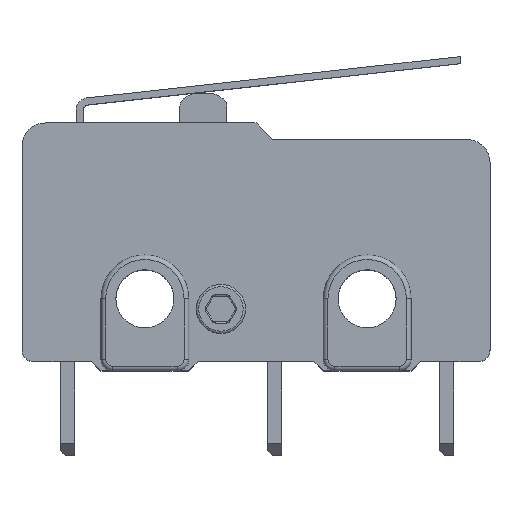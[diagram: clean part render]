
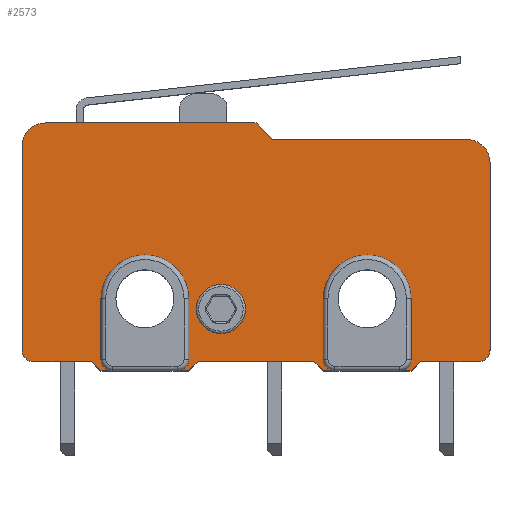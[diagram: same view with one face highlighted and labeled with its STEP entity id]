
A CAD part, top view. The second image highlights one B-rep face of the part: STEP entity #2573.
In plain terms, the highlighted planar face has unit normal (0, 0, 1).
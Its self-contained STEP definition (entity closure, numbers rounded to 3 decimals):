
#33=FACE_BOUND('',#901,.T.);
#68=PLANE('',#2820);
#132=LINE('',#3818,#381);
#136=LINE('',#3826,#385);
#151=LINE('',#3887,#400);
#155=LINE('',#3895,#404);
#166=LINE('',#3946,#415);
#174=LINE('',#3990,#423);
#181=LINE('',#4014,#430);
#184=LINE('',#4022,#433);
#186=LINE('',#4026,#435);
#191=LINE('',#4036,#440);
#195=LINE('',#4044,#444);
#198=LINE('',#4050,#447);
#202=LINE('',#4059,#451);
#208=LINE('',#4075,#457);
#218=LINE('',#4102,#467);
#220=LINE('',#4108,#469);
#223=LINE('',#4116,#472);
#224=LINE('',#4121,#473);
#225=LINE('',#4123,#474);
#229=LINE('',#4134,#478);
#381=VECTOR('',#3011,10.);
#385=VECTOR('',#3015,10.);
#400=VECTOR('',#3080,10.);
#404=VECTOR('',#3084,10.);
#415=VECTOR('',#3145,10.);
#423=VECTOR('',#3199,10.);
#430=VECTOR('',#3226,10.);
#433=VECTOR('',#3235,10.);
#435=VECTOR('',#3239,10.);
#440=VECTOR('',#3248,10.);
#444=VECTOR('',#3254,10.);
#447=VECTOR('',#3259,10.);
#451=VECTOR('',#3265,10.);
#457=VECTOR('',#3279,10.);
#467=VECTOR('',#3307,10.);
#469=VECTOR('',#3315,10.);
#472=VECTOR('',#3324,10.);
#473=VECTOR('',#3333,10.);
#474=VECTOR('',#3336,10.);
#478=VECTOR('',#3354,10.);
#742=FACE_OUTER_BOUND('',#900,.T.);
#900=EDGE_LOOP('',(#2067,#2068,#2069,#2070,#2071,#2072,#2073,#2074,#2075,
#2076,#2077,#2078,#2079,#2080,#2081,#2082,#2083,#2084,#2085,#2086,#2087,
#2088,#2089,#2090,#2091,#2092,#2093,#2094,#2095,#2096));
#901=EDGE_LOOP('',(#2097));
#1033=CIRCLE('',#2745,0.5);
#1047=CIRCLE('',#2768,0.5);
#1049=CIRCLE('',#2773,1.05);
#1051=CIRCLE('',#2778,0.5);
#1052=CIRCLE('',#2781,0.5);
#1053=CIRCLE('',#2790,0.5);
#1060=CIRCLE('',#2800,0.5);
#1061=CIRCLE('',#2803,1.);
#1062=CIRCLE('',#2806,1.);
#1063=CIRCLE('',#2810,1.875);
#1064=CIRCLE('',#2815,1.875);
#1134=VERTEX_POINT('',#3815);
#1135=VERTEX_POINT('',#3817);
#1138=VERTEX_POINT('',#3823);
#1139=VERTEX_POINT('',#3825);
#1159=VERTEX_POINT('',#3884);
#1160=VERTEX_POINT('',#3886);
#1163=VERTEX_POINT('',#3892);
#1164=VERTEX_POINT('',#3894);
#1178=VERTEX_POINT('',#3940);
#1179=VERTEX_POINT('',#3944);
#1191=VERTEX_POINT('',#3984);
#1192=VERTEX_POINT('',#3988);
#1194=VERTEX_POINT('',#3995);
#1198=VERTEX_POINT('',#4009);
#1199=VERTEX_POINT('',#4013);
#1200=VERTEX_POINT('',#4017);
#1201=VERTEX_POINT('',#4021);
#1202=VERTEX_POINT('',#4025);
#1205=VERTEX_POINT('',#4035);
#1208=VERTEX_POINT('',#4043);
#1210=VERTEX_POINT('',#4049);
#1213=VERTEX_POINT('',#4056);
#1214=VERTEX_POINT('',#4058);
#1215=VERTEX_POINT('',#4062);
#1216=VERTEX_POINT('',#4063);
#1220=VERTEX_POINT('',#4073);
#1227=VERTEX_POINT('',#4096);
#1228=VERTEX_POINT('',#4097);
#1229=VERTEX_POINT('',#4104);
#1230=VERTEX_POINT('',#4110);
#1231=VERTEX_POINT('',#4111);
#1380=EDGE_CURVE('',#1135,#1134,#132,.T.);
#1384=EDGE_CURVE('',#1139,#1138,#136,.T.);
#1414=EDGE_CURVE('',#1160,#1159,#151,.T.);
#1418=EDGE_CURVE('',#1164,#1163,#155,.T.);
#1442=EDGE_CURVE('',#1138,#1178,#1033,.T.);
#1444=EDGE_CURVE('',#1178,#1179,#166,.T.);
#1464=EDGE_CURVE('',#1163,#1191,#1047,.T.);
#1466=EDGE_CURVE('',#1191,#1192,#174,.T.);
#1468=EDGE_CURVE('',#1194,#1194,#1049,.T.);
#1475=EDGE_CURVE('',#1135,#1198,#1051,.F.);
#1477=EDGE_CURVE('',#1199,#1198,#181,.T.);
#1479=EDGE_CURVE('',#1160,#1200,#1052,.F.);
#1481=EDGE_CURVE('',#1201,#1200,#184,.T.);
#1483=EDGE_CURVE('',#1202,#1134,#186,.T.);
#1488=EDGE_CURVE('',#1205,#1159,#191,.T.);
#1492=EDGE_CURVE('',#1139,#1208,#195,.T.);
#1495=EDGE_CURVE('',#1164,#1210,#198,.T.);
#1499=EDGE_CURVE('',#1213,#1214,#202,.T.);
#1501=EDGE_CURVE('',#1215,#1216,#1053,.T.);
#1507=EDGE_CURVE('',#1215,#1220,#208,.T.);
#1520=EDGE_CURVE('',#1227,#1228,#1060,.T.);
#1523=EDGE_CURVE('',#1227,#1210,#218,.T.);
#1524=EDGE_CURVE('',#1229,#1220,#1061,.T.);
#1526=EDGE_CURVE('',#1229,#1214,#220,.T.);
#1527=EDGE_CURVE('',#1230,#1231,#1062,.T.);
#1530=EDGE_CURVE('',#1230,#1228,#223,.T.);
#1531=EDGE_CURVE('',#1179,#1199,#1063,.T.);
#1532=EDGE_CURVE('',#1205,#1208,#224,.T.);
#1533=EDGE_CURVE('',#1202,#1216,#225,.T.);
#1535=EDGE_CURVE('',#1192,#1201,#1064,.T.);
#1538=EDGE_CURVE('',#1213,#1231,#229,.T.);
#2067=ORIENTED_EDGE('',*,*,#1501,.F.);
#2068=ORIENTED_EDGE('',*,*,#1507,.T.);
#2069=ORIENTED_EDGE('',*,*,#1524,.F.);
#2070=ORIENTED_EDGE('',*,*,#1526,.T.);
#2071=ORIENTED_EDGE('',*,*,#1499,.F.);
#2072=ORIENTED_EDGE('',*,*,#1538,.T.);
#2073=ORIENTED_EDGE('',*,*,#1527,.F.);
#2074=ORIENTED_EDGE('',*,*,#1530,.T.);
#2075=ORIENTED_EDGE('',*,*,#1520,.F.);
#2076=ORIENTED_EDGE('',*,*,#1523,.T.);
#2077=ORIENTED_EDGE('',*,*,#1495,.F.);
#2078=ORIENTED_EDGE('',*,*,#1418,.T.);
#2079=ORIENTED_EDGE('',*,*,#1464,.T.);
#2080=ORIENTED_EDGE('',*,*,#1466,.T.);
#2081=ORIENTED_EDGE('',*,*,#1535,.T.);
#2082=ORIENTED_EDGE('',*,*,#1481,.T.);
#2083=ORIENTED_EDGE('',*,*,#1479,.F.);
#2084=ORIENTED_EDGE('',*,*,#1414,.T.);
#2085=ORIENTED_EDGE('',*,*,#1488,.F.);
#2086=ORIENTED_EDGE('',*,*,#1532,.T.);
#2087=ORIENTED_EDGE('',*,*,#1492,.F.);
#2088=ORIENTED_EDGE('',*,*,#1384,.T.);
#2089=ORIENTED_EDGE('',*,*,#1442,.T.);
#2090=ORIENTED_EDGE('',*,*,#1444,.T.);
#2091=ORIENTED_EDGE('',*,*,#1531,.T.);
#2092=ORIENTED_EDGE('',*,*,#1477,.T.);
#2093=ORIENTED_EDGE('',*,*,#1475,.F.);
#2094=ORIENTED_EDGE('',*,*,#1380,.T.);
#2095=ORIENTED_EDGE('',*,*,#1483,.F.);
#2096=ORIENTED_EDGE('',*,*,#1533,.T.);
#2097=ORIENTED_EDGE('',*,*,#1468,.T.);
#2573=ADVANCED_FACE('',(#742,#33),#68,.T.);
#2745=AXIS2_PLACEMENT_3D('',#3942,#3140,#3141);
#2768=AXIS2_PLACEMENT_3D('',#3986,#3194,#3195);
#2773=AXIS2_PLACEMENT_3D('',#3996,#3206,#3207);
#2778=AXIS2_PLACEMENT_3D('',#4010,#3221,#3222);
#2781=AXIS2_PLACEMENT_3D('',#4018,#3230,#3231);
#2790=AXIS2_PLACEMENT_3D('',#4064,#3269,#3270);
#2800=AXIS2_PLACEMENT_3D('',#4098,#3301,#3302);
#2803=AXIS2_PLACEMENT_3D('',#4105,#3310,#3311);
#2806=AXIS2_PLACEMENT_3D('',#4112,#3318,#3319);
#2810=AXIS2_PLACEMENT_3D('',#4119,#3329,#3330);
#2815=AXIS2_PLACEMENT_3D('',#4127,#3342,#3343);
#2820=AXIS2_PLACEMENT_3D('',#4135,#3355,#3356);
#3011=DIRECTION('',(1.,0.,0.));
#3015=DIRECTION('',(1.,0.,0.));
#3080=DIRECTION('',(1.,0.,0.));
#3084=DIRECTION('',(1.,0.,0.));
#3140=DIRECTION('center_axis',(0.,0.,-1.));
#3141=DIRECTION('ref_axis',(-0.707,-0.707,0.));
#3145=DIRECTION('',(0.,1.,0.));
#3194=DIRECTION('center_axis',(0.,0.,-1.));
#3195=DIRECTION('ref_axis',(-0.707,-0.707,0.));
#3199=DIRECTION('',(0.,1.,0.));
#3206=DIRECTION('center_axis',(0.,0.,-1.));
#3207=DIRECTION('ref_axis',(-1.,0.,0.));
#3221=DIRECTION('center_axis',(0.,0.,-1.));
#3222=DIRECTION('ref_axis',(0.707,-0.707,0.));
#3226=DIRECTION('',(0.,-1.,0.));
#3230=DIRECTION('center_axis',(0.,0.,-1.));
#3231=DIRECTION('ref_axis',(0.707,-0.707,0.));
#3235=DIRECTION('',(0.,-1.,0.));
#3239=DIRECTION('',(-0.707,-0.707,0.));
#3248=DIRECTION('',(-0.707,-0.707,0.));
#3254=DIRECTION('',(-0.707,0.707,0.));
#3259=DIRECTION('',(-0.707,0.707,0.));
#3265=DIRECTION('',(0.707,-0.707,0.));
#3269=DIRECTION('center_axis',(0.,0.,-1.));
#3270=DIRECTION('ref_axis',(0.707,-0.707,0.));
#3279=DIRECTION('',(0.,1.,0.));
#3301=DIRECTION('center_axis',(0.,0.,-1.));
#3302=DIRECTION('ref_axis',(-0.707,-0.707,0.));
#3307=DIRECTION('',(1.,0.,0.));
#3310=DIRECTION('center_axis',(0.,0.,-1.));
#3311=DIRECTION('ref_axis',(0.707,0.707,0.));
#3315=DIRECTION('',(-1.,0.,0.));
#3318=DIRECTION('center_axis',(0.,0.,-1.));
#3319=DIRECTION('ref_axis',(-0.707,0.707,0.));
#3324=DIRECTION('',(0.,-1.,0.));
#3329=DIRECTION('center_axis',(0.,0.,-1.));
#3330=DIRECTION('ref_axis',(-1.,0.,0.));
#3333=DIRECTION('',(1.,0.,0.));
#3336=DIRECTION('',(1.,0.,0.));
#3342=DIRECTION('center_axis',(0.,0.,-1.));
#3343=DIRECTION('ref_axis',(-1.,0.,0.));
#3354=DIRECTION('',(-1.,0.,0.));
#3355=DIRECTION('center_axis',(0.,0.,1.));
#3356=DIRECTION('ref_axis',(1.,0.,0.));
#3815=CARTESIAN_POINT('',(16.625,-0.4,6.4));
#3817=CARTESIAN_POINT('',(16.125,-0.4,6.4));
#3818=CARTESIAN_POINT('',(11.438,-0.4,6.4));
#3823=CARTESIAN_POINT('',(13.375,-0.4,6.4));
#3825=CARTESIAN_POINT('',(12.875,-0.4,6.4));
#3826=CARTESIAN_POINT('',(11.438,-0.4,6.4));
#3884=CARTESIAN_POINT('',(7.125,-0.4,6.4));
#3886=CARTESIAN_POINT('',(6.625,-0.4,6.4));
#3887=CARTESIAN_POINT('',(6.688,-0.4,6.4));
#3892=CARTESIAN_POINT('',(3.875,-0.4,6.4));
#3894=CARTESIAN_POINT('',(3.375,-0.4,6.4));
#3895=CARTESIAN_POINT('',(6.688,-0.4,6.4));
#3940=CARTESIAN_POINT('',(12.875,0.1,6.4));
#3942=CARTESIAN_POINT('Origin',(13.375,0.1,6.4));
#3944=CARTESIAN_POINT('',(12.875,2.685,6.4));
#3946=CARTESIAN_POINT('',(12.875,3.892,6.4));
#3984=CARTESIAN_POINT('',(3.375,0.1,6.4));
#3986=CARTESIAN_POINT('Origin',(3.875,0.1,6.4));
#3988=CARTESIAN_POINT('',(3.375,2.685,6.4));
#3990=CARTESIAN_POINT('',(3.375,3.892,6.4));
#3995=CARTESIAN_POINT('',(9.55,2.25,6.4));
#3996=CARTESIAN_POINT('Origin',(8.5,2.25,6.4));
#4009=CARTESIAN_POINT('',(16.625,0.1,6.4));
#4010=CARTESIAN_POINT('Origin',(16.125,0.1,6.4));
#4013=CARTESIAN_POINT('',(16.625,2.685,6.4));
#4014=CARTESIAN_POINT('',(16.625,2.35,6.4));
#4017=CARTESIAN_POINT('',(7.125,0.1,6.4));
#4018=CARTESIAN_POINT('Origin',(6.625,0.1,6.4));
#4021=CARTESIAN_POINT('',(7.125,2.685,6.4));
#4022=CARTESIAN_POINT('',(7.125,2.35,6.4));
#4025=CARTESIAN_POINT('',(17.025,0.,6.4));
#4026=CARTESIAN_POINT('',(16.444,-0.581,6.4));
#4035=CARTESIAN_POINT('',(7.525,0.,6.4));
#4036=CARTESIAN_POINT('',(9.319,1.794,6.4));
#4043=CARTESIAN_POINT('',(12.475,0.,6.4));
#4044=CARTESIAN_POINT('',(10.681,1.794,6.4));
#4049=CARTESIAN_POINT('',(2.975,0.,6.4));
#4050=CARTESIAN_POINT('',(3.556,-0.581,6.4));
#4056=CARTESIAN_POINT('',(10.,10.2,6.4));
#4058=CARTESIAN_POINT('',(10.7,9.5,6.4));
#4059=CARTESIAN_POINT('',(11.45,8.75,6.4));
#4062=CARTESIAN_POINT('',(20.,0.5,6.4));
#4063=CARTESIAN_POINT('',(19.5,0.,6.4));
#4064=CARTESIAN_POINT('Origin',(19.5,0.5,6.4));
#4073=CARTESIAN_POINT('',(20.,8.5,6.4));
#4075=CARTESIAN_POINT('',(20.,0.,6.4));
#4096=CARTESIAN_POINT('',(0.5,0.,6.4));
#4097=CARTESIAN_POINT('',(0.,0.5,6.4));
#4098=CARTESIAN_POINT('Origin',(0.5,0.5,6.4));
#4102=CARTESIAN_POINT('',(0.,0.,6.4));
#4104=CARTESIAN_POINT('',(19.,9.5,6.4));
#4105=CARTESIAN_POINT('Origin',(19.,8.5,6.4));
#4108=CARTESIAN_POINT('',(20.,9.5,6.4));
#4110=CARTESIAN_POINT('',(0.,9.2,6.4));
#4111=CARTESIAN_POINT('',(1.,10.2,6.4));
#4112=CARTESIAN_POINT('Origin',(1.,9.2,6.4));
#4116=CARTESIAN_POINT('',(0.,10.2,6.4));
#4119=CARTESIAN_POINT('Origin',(14.75,2.685,6.4));
#4121=CARTESIAN_POINT('',(0.,0.,6.4));
#4123=CARTESIAN_POINT('',(0.,0.,6.4));
#4127=CARTESIAN_POINT('Origin',(5.25,2.685,6.4));
#4134=CARTESIAN_POINT('',(20.,10.2,6.4));
#4135=CARTESIAN_POINT('Origin',(10.,5.1,6.4));
